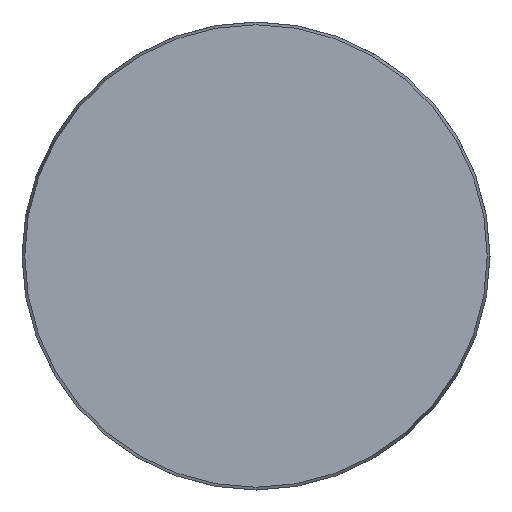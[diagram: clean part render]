
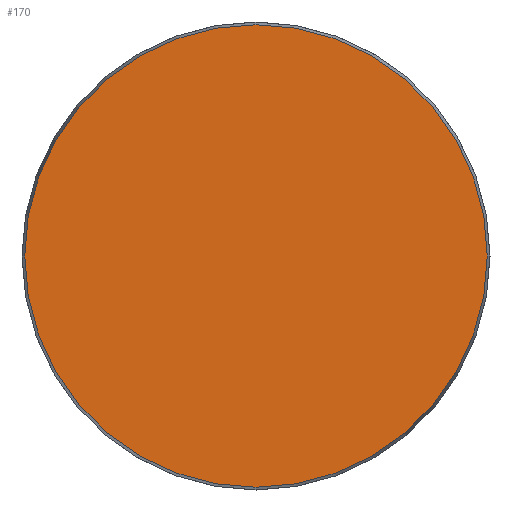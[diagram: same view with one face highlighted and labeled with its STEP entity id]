
A CAD part, front view. The second image highlights one B-rep face of the part: STEP entity #170.
In plain terms, the highlighted planar face has unit normal (0, -1, 0).
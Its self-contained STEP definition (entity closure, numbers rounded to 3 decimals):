
#25 = ORIENTED_EDGE ( 'NONE', *, *, #91, .T. ) ;
#90 = DIRECTION ( 'NONE',  ( 0., -1., 0. ) ) ;
#91 = EDGE_CURVE ( 'NONE', #402, #402, #628, .T. ) ;
#98 = AXIS2_PLACEMENT_3D ( 'NONE', #567, #615, #324 ) ;
#136 = DIRECTION ( 'NONE',  ( 0., 0., -1. ) ) ;
#170 = ADVANCED_FACE ( 'NONE', ( #444 ), #671, .F. ) ;
#324 = DIRECTION ( 'NONE',  ( 0., 0., 1. ) ) ;
#402 = VERTEX_POINT ( 'NONE', #642 ) ;
#444 = FACE_OUTER_BOUND ( 'NONE', #745, .T. ) ;
#539 = AXIS2_PLACEMENT_3D ( 'NONE', #549, #90, #136 ) ;
#549 = CARTESIAN_POINT ( 'NONE',  ( 0., 0., 0. ) ) ;
#567 = CARTESIAN_POINT ( 'NONE',  ( -48.425, 0., 0. ) ) ;
#615 = DIRECTION ( 'NONE',  ( 0., 1., 0. ) ) ;
#628 = CIRCLE ( 'NONE', #539, 48.425 ) ;
#642 = CARTESIAN_POINT ( 'NONE',  ( 0., 0., -48.425 ) ) ;
#671 = PLANE ( 'NONE',  #98 ) ;
#745 = EDGE_LOOP ( 'NONE', ( #25 ) ) ;
